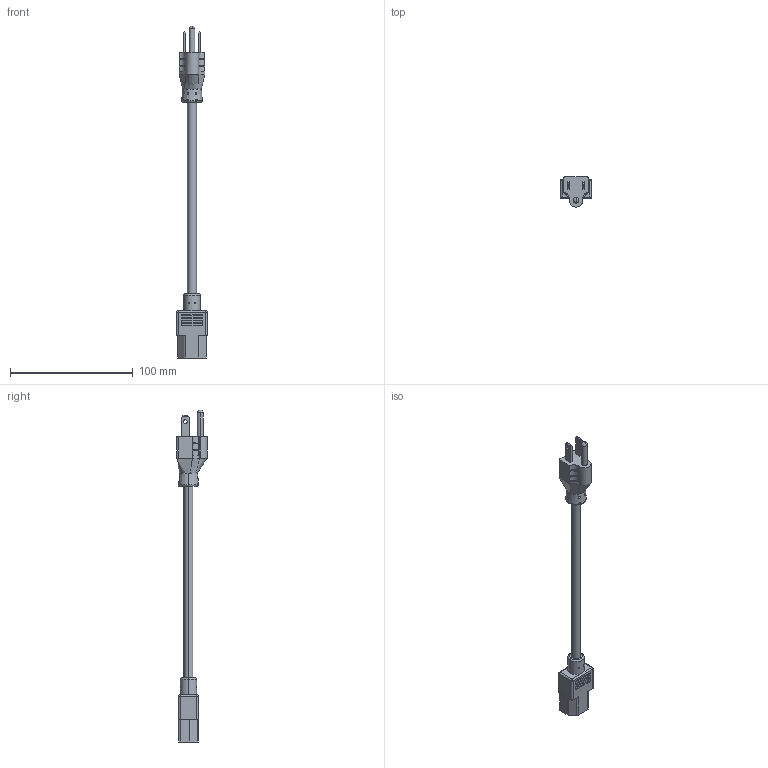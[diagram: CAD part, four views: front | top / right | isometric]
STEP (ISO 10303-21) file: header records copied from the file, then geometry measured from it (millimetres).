
FILE_DESCRIPTION (( 'STEP AP214' ), '1' );
FILE_NAME ('LCPWR18Z.STEP', '2014-05-27T19:47:49', ( 'L-Com' ), ( 'L-Com Global Connectivity' ), 'SwSTEP 2.0', 'SolidWorks 2014', '' );
FILE_SCHEMA (( 'AUTOMOTIVE_DESIGN' ));
Length unit declared in the file: inch
Products named in the file (4): SJT-18AWGx3 60C; EN60320-C13; NEMA; LCPWR18Z
Assembly tree (3 placements, depth 2):
  LCPWR18Z
    NEMA
    EN60320-C13
    SJT-18AWGx3 60C
Bounding box: 25.27 x 24.64 x 270.72 mm (x, y, z)
Volume: 35240.9 mm3; surface area: 14338.2 mm2
Topology: 3 solids, 3 shells, 206 faces, 527 edges, 339 vertices
Faces by surface type: plane 96, cylinder 84, torus 12, sphere 6, bspline 6, cone 2
Entity records: 8481 total; most frequent: CARTESIAN_POINT 2087, ORIENTED_EDGE 1042, DIRECTION 1015, EDGE_CURVE 521, AXIS2_PLACEMENT_3D 363, VERTEX_POINT 339, VECTOR 289, LINE 289
